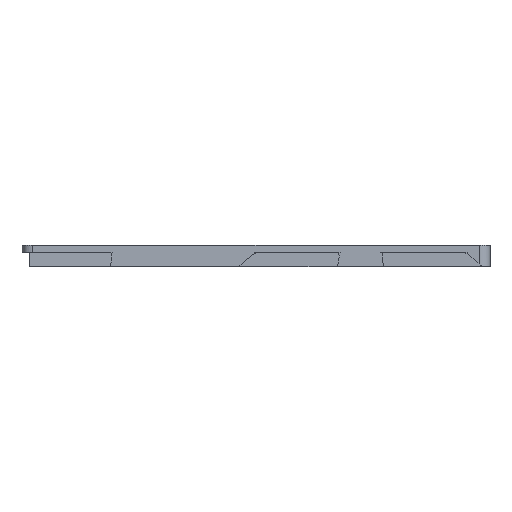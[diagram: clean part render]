
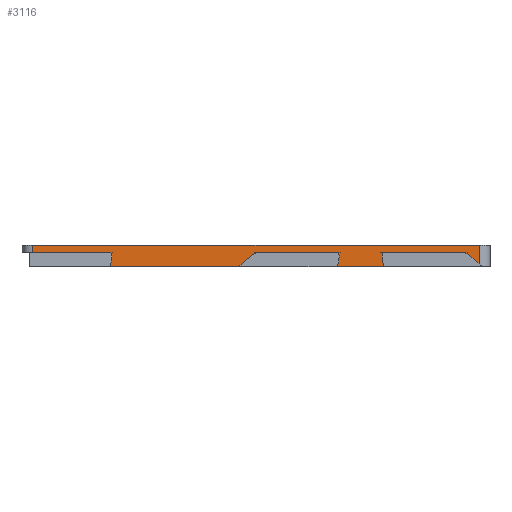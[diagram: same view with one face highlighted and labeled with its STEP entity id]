
A CAD part, front view. The second image highlights one B-rep face of the part: STEP entity #3116.
In plain terms, the highlighted planar face has unit normal (0, -1, 0).
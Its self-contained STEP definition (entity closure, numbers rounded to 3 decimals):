
#181=PLANE('',#3272);
#246=FACE_OUTER_BOUND('',#398,.T.);
#398=EDGE_LOOP('',(#2146,#2147,#2148,#2149,#2150,#2151,#2152,#2153,#2154,
#2155,#2156,#2157,#2158));
#702=B_SPLINE_CURVE_WITH_KNOTS('',3,(#4392,#4393,#4394,#4395,#4396,#4397,
#4398,#4399,#4400,#4401),.UNSPECIFIED.,.F.,.F.,(4,2,2,2,4),(0.132,
0.138,0.199,0.256,0.331),
 .UNSPECIFIED.);
#703=B_SPLINE_CURVE_WITH_KNOTS('',3,(#4405,#4406,#4407,#4408,#4409,#4410),
 .UNSPECIFIED.,.F.,.F.,(4,2,4),(0.031,0.25,0.672),
 .UNSPECIFIED.);
#704=B_SPLINE_CURVE_WITH_KNOTS('',3,(#4414,#4415,#4416,#4417,#4418,#4419,
#4420,#4421,#4422,#4423),.UNSPECIFIED.,.F.,.F.,(4,2,2,2,4),(0.132,
0.138,0.199,0.256,0.331),
 .UNSPECIFIED.);
#705=B_SPLINE_CURVE_WITH_KNOTS('',3,(#4427,#4428,#4429,#4430,#4431,#4432,
#4433,#4434),.UNSPECIFIED.,.F.,.F.,(4,2,2,4),(0.017,0.228,
0.449,0.574),.UNSPECIFIED.);
#706=B_SPLINE_CURVE_WITH_KNOTS('',3,(#4437,#4438,#4439,#4440,#4441,#4442),
 .UNSPECIFIED.,.F.,.F.,(4,2,4),(0.077,0.218,0.541),
 .UNSPECIFIED.);
#763=LINE('',#4375,#1003);
#765=LINE('',#4386,#1005);
#766=LINE('',#4388,#1006);
#767=LINE('',#4390,#1007);
#768=LINE('',#4403,#1008);
#769=LINE('',#4412,#1009);
#770=LINE('',#4425,#1010);
#771=LINE('',#4436,#1011);
#1003=VECTOR('',#3561,10.);
#1005=VECTOR('',#3567,10.);
#1006=VECTOR('',#3568,10.);
#1007=VECTOR('',#3569,10.);
#1008=VECTOR('',#3570,10.);
#1009=VECTOR('',#3571,10.);
#1010=VECTOR('',#3572,10.);
#1011=VECTOR('',#3573,10.);
#1392=VERTEX_POINT('',#4372);
#1393=VERTEX_POINT('',#4374);
#1396=VERTEX_POINT('',#4385);
#1397=VERTEX_POINT('',#4387);
#1398=VERTEX_POINT('',#4389);
#1399=VERTEX_POINT('',#4391);
#1400=VERTEX_POINT('',#4402);
#1401=VERTEX_POINT('',#4404);
#1402=VERTEX_POINT('',#4411);
#1403=VERTEX_POINT('',#4413);
#1404=VERTEX_POINT('',#4424);
#1405=VERTEX_POINT('',#4426);
#1406=VERTEX_POINT('',#4435);
#1692=EDGE_CURVE('',#1392,#1393,#763,.T.);
#1696=EDGE_CURVE('',#1396,#1392,#765,.T.);
#1697=EDGE_CURVE('',#1397,#1396,#766,.T.);
#1698=EDGE_CURVE('',#1397,#1398,#767,.T.);
#1699=EDGE_CURVE('',#1398,#1399,#702,.T.);
#1700=EDGE_CURVE('',#1400,#1399,#768,.T.);
#1701=EDGE_CURVE('',#1400,#1401,#703,.T.);
#1702=EDGE_CURVE('',#1401,#1402,#769,.T.);
#1703=EDGE_CURVE('',#1402,#1403,#704,.T.);
#1704=EDGE_CURVE('',#1404,#1403,#770,.T.);
#1705=EDGE_CURVE('',#1404,#1405,#705,.T.);
#1706=EDGE_CURVE('',#1405,#1406,#771,.T.);
#1707=EDGE_CURVE('',#1406,#1393,#706,.T.);
#2146=ORIENTED_EDGE('',*,*,#1692,.F.);
#2147=ORIENTED_EDGE('',*,*,#1696,.F.);
#2148=ORIENTED_EDGE('',*,*,#1697,.F.);
#2149=ORIENTED_EDGE('',*,*,#1698,.T.);
#2150=ORIENTED_EDGE('',*,*,#1699,.T.);
#2151=ORIENTED_EDGE('',*,*,#1700,.F.);
#2152=ORIENTED_EDGE('',*,*,#1701,.T.);
#2153=ORIENTED_EDGE('',*,*,#1702,.T.);
#2154=ORIENTED_EDGE('',*,*,#1703,.T.);
#2155=ORIENTED_EDGE('',*,*,#1704,.F.);
#2156=ORIENTED_EDGE('',*,*,#1705,.T.);
#2157=ORIENTED_EDGE('',*,*,#1706,.T.);
#2158=ORIENTED_EDGE('',*,*,#1707,.T.);
#3116=ADVANCED_FACE('',(#246),#181,.T.);
#3272=AXIS2_PLACEMENT_3D('',#4384,#3565,#3566);
#3561=DIRECTION('',(0.,0.,-1.));
#3565=DIRECTION('center_axis',(0.,-1.,0.));
#3566=DIRECTION('ref_axis',(1.,0.,0.));
#3567=DIRECTION('',(1.,0.,0.));
#3568=DIRECTION('',(0.,0.,1.));
#3569=DIRECTION('',(1.,0.,0.));
#3570=DIRECTION('',(-1.,0.,0.));
#3571=DIRECTION('',(1.,0.,0.));
#3572=DIRECTION('',(-1.,0.,0.));
#3573=DIRECTION('',(1.,0.,0.));
#4372=CARTESIAN_POINT('',(67.335,-20.992,54.));
#4374=CARTESIAN_POINT('',(67.335,-20.992,48.902));
#4375=CARTESIAN_POINT('',(67.335,-20.992,52.));
#4384=CARTESIAN_POINT('Origin',(-64.837,-20.992,52.));
#4385=CARTESIAN_POINT('',(-55.335,-20.992,54.));
#4386=CARTESIAN_POINT('',(-64.837,-20.992,54.));
#4387=CARTESIAN_POINT('',(-55.335,-20.992,52.));
#4388=CARTESIAN_POINT('',(-55.335,-20.992,52.));
#4389=CARTESIAN_POINT('',(-33.886,-20.992,52.));
#4390=CARTESIAN_POINT('',(-60.598,-20.992,52.));
#4391=CARTESIAN_POINT('',(-34.173,-20.992,48.));
#4392=CARTESIAN_POINT('Ctrl Pts',(-33.886,-20.992,52.));
#4393=CARTESIAN_POINT('Ctrl Pts',(-33.877,-20.992,51.983));
#4394=CARTESIAN_POINT('Ctrl Pts',(-33.869,-20.992,51.966));
#4395=CARTESIAN_POINT('Ctrl Pts',(-33.774,-20.992,51.767));
#4396=CARTESIAN_POINT('Ctrl Pts',(-33.722,-20.992,51.565));
#4397=CARTESIAN_POINT('Ctrl Pts',(-33.665,-20.992,51.176));
#4398=CARTESIAN_POINT('Ctrl Pts',(-33.632,-20.992,50.831));
#4399=CARTESIAN_POINT('Ctrl Pts',(-33.764,-20.992,49.525));
#4400=CARTESIAN_POINT('Ctrl Pts',(-33.957,-20.992,48.723));
#4401=CARTESIAN_POINT('Ctrl Pts',(-34.173,-20.992,48.));
#4402=CARTESIAN_POINT('',(1.299,-20.992,48.));
#4403=CARTESIAN_POINT('',(70.335,-20.992,48.));
#4404=CARTESIAN_POINT('',(6.141,-20.992,52.));
#4405=CARTESIAN_POINT('Ctrl Pts',(1.299,-20.992,48.));
#4406=CARTESIAN_POINT('Ctrl Pts',(1.792,-20.992,48.544));
#4407=CARTESIAN_POINT('Ctrl Pts',(2.324,-20.992,49.072));
#4408=CARTESIAN_POINT('Ctrl Pts',(3.898,-20.992,50.507));
#4409=CARTESIAN_POINT('Ctrl Pts',(5.08,-20.992,51.42));
#4410=CARTESIAN_POINT('Ctrl Pts',(6.141,-20.992,52.));
#4411=CARTESIAN_POINT('',(28.614,-20.992,52.));
#4412=CARTESIAN_POINT('',(-37.669,-20.992,52.));
#4413=CARTESIAN_POINT('',(28.327,-20.992,48.));
#4414=CARTESIAN_POINT('Ctrl Pts',(28.614,-20.992,52.));
#4415=CARTESIAN_POINT('Ctrl Pts',(28.623,-20.992,51.983));
#4416=CARTESIAN_POINT('Ctrl Pts',(28.631,-20.992,51.966));
#4417=CARTESIAN_POINT('Ctrl Pts',(28.726,-20.992,51.767));
#4418=CARTESIAN_POINT('Ctrl Pts',(28.778,-20.992,51.565));
#4419=CARTESIAN_POINT('Ctrl Pts',(28.835,-20.992,51.176));
#4420=CARTESIAN_POINT('Ctrl Pts',(28.868,-20.992,50.831));
#4421=CARTESIAN_POINT('Ctrl Pts',(28.736,-20.992,49.525));
#4422=CARTESIAN_POINT('Ctrl Pts',(28.543,-20.992,48.723));
#4423=CARTESIAN_POINT('Ctrl Pts',(28.327,-20.992,48.));
#4424=CARTESIAN_POINT('',(41.173,-20.992,48.));
#4425=CARTESIAN_POINT('',(70.335,-20.992,48.));
#4426=CARTESIAN_POINT('',(40.886,-20.992,52.));
#4427=CARTESIAN_POINT('Ctrl Pts',(41.173,-20.992,48.));
#4428=CARTESIAN_POINT('Ctrl Pts',(40.968,-20.992,48.684));
#4429=CARTESIAN_POINT('Ctrl Pts',(40.787,-20.992,49.434));
#4430=CARTESIAN_POINT('Ctrl Pts',(40.618,-20.992,50.859));
#4431=CARTESIAN_POINT('Ctrl Pts',(40.667,-20.992,51.289));
#4432=CARTESIAN_POINT('Ctrl Pts',(40.763,-20.992,51.711));
#4433=CARTESIAN_POINT('Ctrl Pts',(40.814,-20.992,51.862));
#4434=CARTESIAN_POINT('Ctrl Pts',(40.886,-20.992,52.));
#4435=CARTESIAN_POINT('',(63.359,-20.992,52.));
#4436=CARTESIAN_POINT('',(7.581,-20.992,52.));
#4437=CARTESIAN_POINT('Ctrl Pts',(63.359,-20.992,52.));
#4438=CARTESIAN_POINT('Ctrl Pts',(63.796,-20.992,51.761));
#4439=CARTESIAN_POINT('Ctrl Pts',(64.225,-20.992,51.481));
#4440=CARTESIAN_POINT('Ctrl Pts',(65.49,-20.992,50.584));
#4441=CARTESIAN_POINT('Ctrl Pts',(66.445,-20.992,49.78));
#4442=CARTESIAN_POINT('Ctrl Pts',(67.335,-20.992,48.902));
